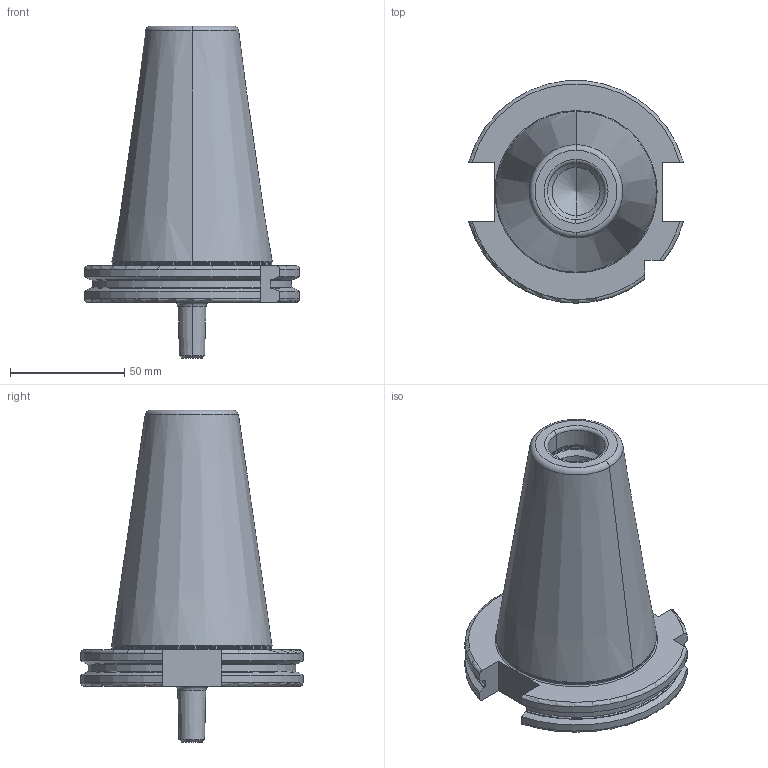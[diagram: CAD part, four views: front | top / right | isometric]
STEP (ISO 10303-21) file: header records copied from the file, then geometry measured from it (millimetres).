
FILE_DESCRIPTION((''),'2;1');
FILE_NAME('502_14_12','2020-09-28T',('104091'),(''),'CREO PARAMETRIC BY PTC INC, 2016260','CREO PARAMETRIC BY PTC INC, 2016260','');
FILE_SCHEMA(('CONFIG_CONTROL_DESIGN'));
Length unit declared in the file: millimetre
Products named in the file (1): 502_14_12
Bounding box: 94.05 x 97.31 x 145.25 mm (x, y, z)
Volume: 343061.4 mm3; surface area: 40609.4 mm2
Topology: 1 solids, 1 shells, 90 faces, 223 edges, 135 vertices
Faces by surface type: torus 28, cone 24, cylinder 19, plane 19
Entity records: 2898 total; most frequent: CARTESIAN_POINT 725, DIRECTION 472, ORIENTED_EDGE 438, EDGE_CURVE 219, AXIS2_PLACEMENT_3D 196, VERTEX_POINT 135, CIRCLE 103, EDGE_LOOP 94
